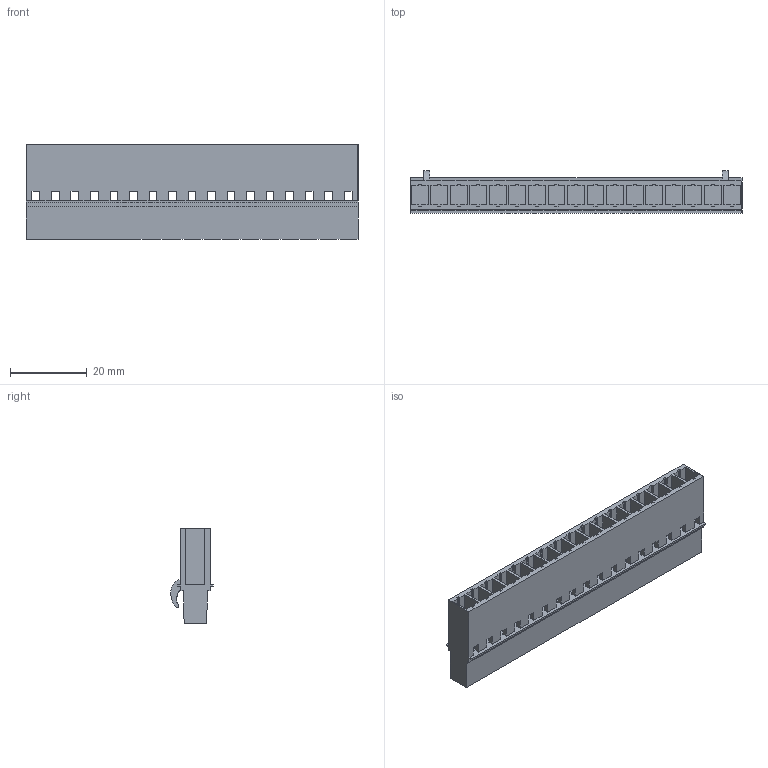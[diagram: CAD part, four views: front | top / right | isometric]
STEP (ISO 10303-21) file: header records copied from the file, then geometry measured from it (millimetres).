
FILE_DESCRIPTION(('CATIA V5 STEP Exchange','CAx-IF Rec.Pracs.--- Model Styling and Organization---1.4--- 2014-01-23'),'2;1');
FILE_NAME ('D1490153_0_1047870000_1047870000.stp','2021-06-18T06:32:12+00:00',('none'),('Weidmueller'),'CATIA Version 5-6 Release 2016 SP3 HF44','CATIA V5 STEP AP214','none');
FILE_SCHEMA(('AUTOMOTIVE_DESIGN { 1 0 10303 214 1 1 1 1 }'));
Length unit declared in the file: millimetre
Products named in the file (1): 1047870000
Bounding box: 86.36 x 11 x 24.55 mm (x, y, z)
Volume: 8884.3 mm3; surface area: 11699.2 mm2
Topology: 1 solids, 1 shells, 450 faces, 1374 edges, 906 vertices
Faces by surface type: plane 364, cylinder 52, cone 34
Entity records: 14645 total; most frequent: ORIENTED_EDGE 2748, CARTESIAN_POINT 2705, DIRECTION 1800, EDGE_CURVE 1374, VECTOR 1234, LINE 1234, VERTEX_POINT 906, EDGE_LOOP 498
